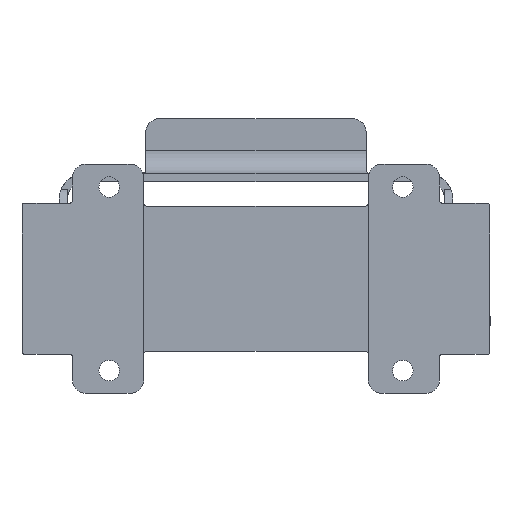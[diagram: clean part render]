
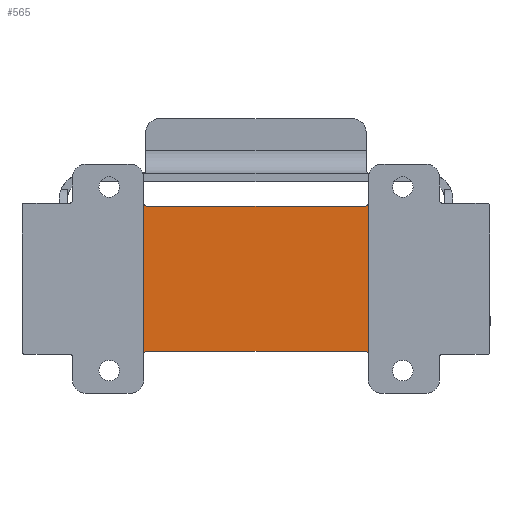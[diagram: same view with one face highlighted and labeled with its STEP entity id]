
A CAD part, front view. The second image highlights one B-rep face of the part: STEP entity #565.
In plain terms, the highlighted planar face has unit normal (0, -1, 0).
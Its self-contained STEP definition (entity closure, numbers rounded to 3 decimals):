
#60 = CARTESIAN_POINT ( 'NONE',  ( 34.965, -56.03, -15.843 ) ) ;
#184 = CARTESIAN_POINT ( 'NONE',  ( 23.85, -56.03, -15.843 ) ) ;
#465 = CARTESIAN_POINT ( 'NONE',  ( -23.85, -56.03, -15.843 ) ) ;
#565 = ADVANCED_FACE ( 'NONE', ( #4835 ), #5791, .F. ) ;
#823 = VERTEX_POINT ( 'NONE', #4870 ) ;
#1214 = EDGE_CURVE ( 'NONE', #4886, #4649, #7881, .T. ) ;
#1279 = CARTESIAN_POINT ( 'NONE',  ( -24.201, -56.03, -15.843 ) ) ;
#1306 = CARTESIAN_POINT ( 'NONE',  ( 24.45, -56.03, 16.092 ) ) ;
#1353 = CARTESIAN_POINT ( 'NONE',  ( 24.45, -56.03, 16.443 ) ) ;
#1446 = LINE ( 'NONE', #7369, #4187 ) ;
#1460 = EDGE_LOOP ( 'NONE', ( #9333, #4942, #5099, #14134, #12968, #5857, #3345, #13730 ) ) ;
#2141 = VERTEX_POINT ( 'NONE', #5840 ) ;
#2388 = CARTESIAN_POINT ( 'NONE',  ( -24.45, -56.03, -16.443 ) ) ;
#2521 = CARTESIAN_POINT ( 'NONE',  ( 24.45, -56.03, -16.443 ) ) ;
#2954 = VECTOR ( 'NONE', #4374, 1000. ) ;
#3077 = VERTEX_POINT ( 'NONE', #9812 ) ;
#3226 = CARTESIAN_POINT ( 'NONE',  ( 34.965, -56.03, 15.843 ) ) ;
#3345 = ORIENTED_EDGE ( 'NONE', *, *, #10032, .F. ) ;
#3533 = CARTESIAN_POINT ( 'NONE',  ( 34.965, -56.03, 9.865 ) ) ;
#3707 = CARTESIAN_POINT ( 'NONE',  ( 23.85, -56.03, 15.843 ) ) ;
#4187 = VECTOR ( 'NONE', #8566, 1000. ) ;
#4374 = DIRECTION ( 'NONE',  ( 1., 0., 0. ) ) ;
#4398 = CARTESIAN_POINT ( 'NONE',  ( -24.45, -56.03, 16.092 ) ) ;
#4441 = VECTOR ( 'NONE', #13901, 1000. ) ;
#4545 =( BOUNDED_CURVE ( )  B_SPLINE_CURVE ( 3, ( #184, #7101, #9453, #2521 ),
 .UNSPECIFIED., .F., .F. ) 
 B_SPLINE_CURVE_WITH_KNOTS ( ( 4, 4 ),
 ( 3.142, 4.712 ),
 .UNSPECIFIED. ) 
 CURVE ( )  GEOMETRIC_REPRESENTATION_ITEM ( )  RATIONAL_B_SPLINE_CURVE ( ( 1., 0.805, 0.805, 1. ) ) 
 REPRESENTATION_ITEM ( '' )  );
#4649 = VERTEX_POINT ( 'NONE', #465 ) ;
#4666 = DIRECTION ( 'NONE',  ( 0., 0., 1. ) ) ;
#4835 = FACE_OUTER_BOUND ( 'NONE', #1460, .T. ) ;
#4870 = CARTESIAN_POINT ( 'NONE',  ( 24.45, -56.03, 16.443 ) ) ;
#4886 = VERTEX_POINT ( 'NONE', #11423 ) ;
#4914 = VERTEX_POINT ( 'NONE', #6803 ) ;
#4942 = ORIENTED_EDGE ( 'NONE', *, *, #13700, .T. ) ;
#5099 = ORIENTED_EDGE ( 'NONE', *, *, #1214, .F. ) ;
#5643 = CARTESIAN_POINT ( 'NONE',  ( -23.85, -56.03, 15.843 ) ) ;
#5791 = PLANE ( 'NONE',  #13625 ) ;
#5840 = CARTESIAN_POINT ( 'NONE',  ( -24.45, -56.03, 16.443 ) ) ;
#5856 =( BOUNDED_CURVE ( )  B_SPLINE_CURVE ( 3, ( #1353, #1306, #10616, #3707 ),
 .UNSPECIFIED., .F., .T. ) 
 B_SPLINE_CURVE_WITH_KNOTS ( ( 4, 4 ),
 ( 4.712, 6.283 ),
 .UNSPECIFIED. ) 
 CURVE ( )  GEOMETRIC_REPRESENTATION_ITEM ( )  RATIONAL_B_SPLINE_CURVE ( ( 1., 0.805, 0.805, 1. ) ) 
 REPRESENTATION_ITEM ( '' )  );
#5857 = ORIENTED_EDGE ( 'NONE', *, *, #8294, .T. ) ;
#5895 = CARTESIAN_POINT ( 'NONE',  ( -24.45, -56.03, -16.443 ) ) ;
#5949 =( BOUNDED_CURVE ( )  B_SPLINE_CURVE ( 3, ( #9011, #10152, #4398, #12490 ),
 .UNSPECIFIED., .F., .F. ) 
 B_SPLINE_CURVE_WITH_KNOTS ( ( 4, 4 ),
 ( 3.142, 4.712 ),
 .UNSPECIFIED. ) 
 CURVE ( )  GEOMETRIC_REPRESENTATION_ITEM ( )  RATIONAL_B_SPLINE_CURVE ( ( 1., 0.805, 0.805, 1. ) ) 
 REPRESENTATION_ITEM ( '' )  );
#6202 = CARTESIAN_POINT ( 'NONE',  ( 24.45, -56.03, 9.865 ) ) ;
#6803 = CARTESIAN_POINT ( 'NONE',  ( 23.85, -56.03, 15.843 ) ) ;
#7101 = CARTESIAN_POINT ( 'NONE',  ( 24.201, -56.03, -15.843 ) ) ;
#7345 = DIRECTION ( 'NONE',  ( 0., 0., 1. ) ) ;
#7369 = CARTESIAN_POINT ( 'NONE',  ( -24.45, -56.03, 9.865 ) ) ;
#7795 =( BOUNDED_CURVE ( )  B_SPLINE_CURVE ( 3, ( #5895, #11681, #1279, #9383 ),
 .UNSPECIFIED., .F., .F. ) 
 B_SPLINE_CURVE_WITH_KNOTS ( ( 4, 4 ),
 ( 4.712, 6.283 ),
 .UNSPECIFIED. ) 
 CURVE ( )  GEOMETRIC_REPRESENTATION_ITEM ( )  RATIONAL_B_SPLINE_CURVE ( ( 1., 0.805, 0.805, 1. ) ) 
 REPRESENTATION_ITEM ( '' )  );
#7881 = LINE ( 'NONE', #60, #4441 ) ;
#7888 = VECTOR ( 'NONE', #7345, 1000. ) ;
#8294 = EDGE_CURVE ( 'NONE', #823, #4914, #5856, .T. ) ;
#8566 = DIRECTION ( 'NONE',  ( 0., 0., 1. ) ) ;
#9011 = CARTESIAN_POINT ( 'NONE',  ( -23.85, -56.03, 15.843 ) ) ;
#9091 = LINE ( 'NONE', #3226, #2954 ) ;
#9333 = ORIENTED_EDGE ( 'NONE', *, *, #10417, .F. ) ;
#9383 = CARTESIAN_POINT ( 'NONE',  ( -23.85, -56.03, -15.843 ) ) ;
#9453 = CARTESIAN_POINT ( 'NONE',  ( 24.45, -56.03, -16.092 ) ) ;
#9754 = EDGE_CURVE ( 'NONE', #4886, #3077, #4545, .T. ) ;
#9812 = CARTESIAN_POINT ( 'NONE',  ( 24.45, -56.03, -16.443 ) ) ;
#10032 = EDGE_CURVE ( 'NONE', #12569, #4914, #9091, .T. ) ;
#10152 = CARTESIAN_POINT ( 'NONE',  ( -24.201, -56.03, 15.843 ) ) ;
#10183 = VERTEX_POINT ( 'NONE', #2388 ) ;
#10417 = EDGE_CURVE ( 'NONE', #10183, #2141, #1446, .T. ) ;
#10616 = CARTESIAN_POINT ( 'NONE',  ( 24.201, -56.03, 15.843 ) ) ;
#11423 = CARTESIAN_POINT ( 'NONE',  ( 23.85, -56.03, -15.843 ) ) ;
#11620 = DIRECTION ( 'NONE',  ( 0., 1., 0. ) ) ;
#11681 = CARTESIAN_POINT ( 'NONE',  ( -24.45, -56.03, -16.092 ) ) ;
#11796 = EDGE_CURVE ( 'NONE', #12569, #2141, #5949, .T. ) ;
#12287 = EDGE_CURVE ( 'NONE', #3077, #823, #14034, .T. ) ;
#12490 = CARTESIAN_POINT ( 'NONE',  ( -24.45, -56.03, 16.443 ) ) ;
#12569 = VERTEX_POINT ( 'NONE', #5643 ) ;
#12968 = ORIENTED_EDGE ( 'NONE', *, *, #12287, .T. ) ;
#13625 = AXIS2_PLACEMENT_3D ( 'NONE', #3533, #11620, #4666 ) ;
#13700 = EDGE_CURVE ( 'NONE', #10183, #4649, #7795, .T. ) ;
#13730 = ORIENTED_EDGE ( 'NONE', *, *, #11796, .T. ) ;
#13901 = DIRECTION ( 'NONE',  ( -1., 0., 0. ) ) ;
#14034 = LINE ( 'NONE', #6202, #7888 ) ;
#14134 = ORIENTED_EDGE ( 'NONE', *, *, #9754, .T. ) ;
